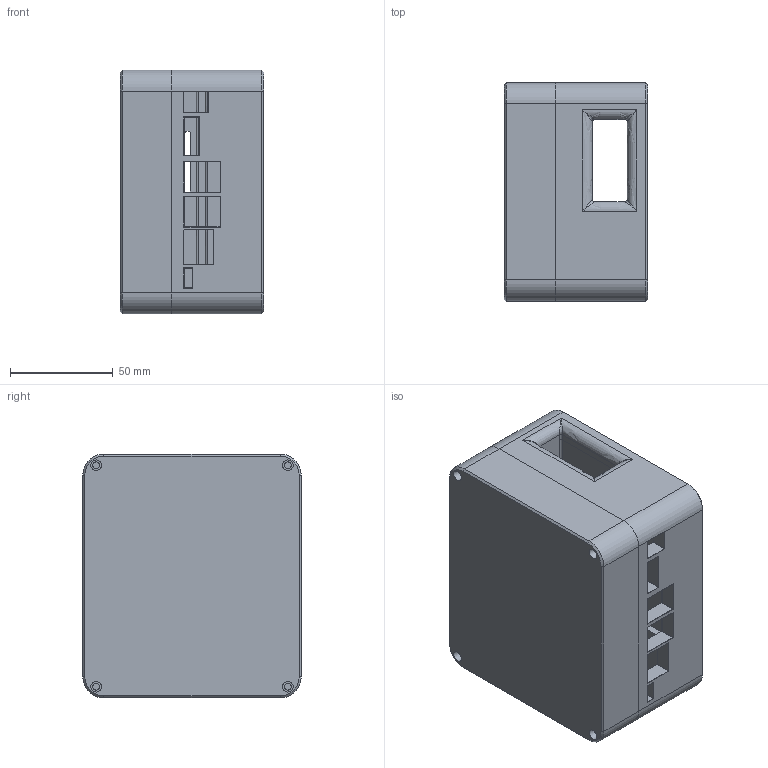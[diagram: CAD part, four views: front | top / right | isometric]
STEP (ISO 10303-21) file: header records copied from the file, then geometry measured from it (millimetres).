
FILE_DESCRIPTION(/* description */ (''),/* implementation_level */ '2;1');
FILE_NAME(/* name */ 'Case.step',/* time_stamp */ '2026-01-27T23:14:30-05:00',/* author */ (''),/* organization */ (''),/* preprocessor_version */ 'ST-DEVELOPER v20.1',/* originating_system */ 'Autodesk Translation Framework v14.24.0.0',/* authorisation */ '');
FILE_SCHEMA (('AUTOMOTIVE_DESIGN { 1 0 10303 214 3 1 1 }'));
Length unit declared in the file: millimetre
Products named in the file (1): 2026-01-27-23-14-30-720
Bounding box: 70 x 106.5 x 119 mm (x, y, z)
Volume: 531014.7 mm3; surface area: 102713 mm2
Topology: 2 solids, 2 shells, 225 faces, 536 edges, 314 vertices
Faces by surface type: plane 147, bspline 44, cylinder 26, cone 8
Full cylindrical faces by diameter (mm): 3.3 x4, 4 x4, 5.2 x4, 37 x1
Entity records: 9605 total; most frequent: CARTESIAN_POINT 4632, ORIENTED_EDGE 1056, DIRECTION 890, EDGE_CURVE 528, LINE 404, VECTOR 404, VERTEX_POINT 314, EDGE_LOOP 260
